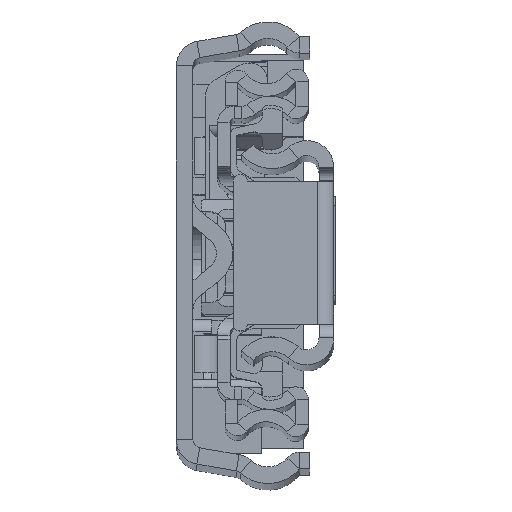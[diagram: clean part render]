
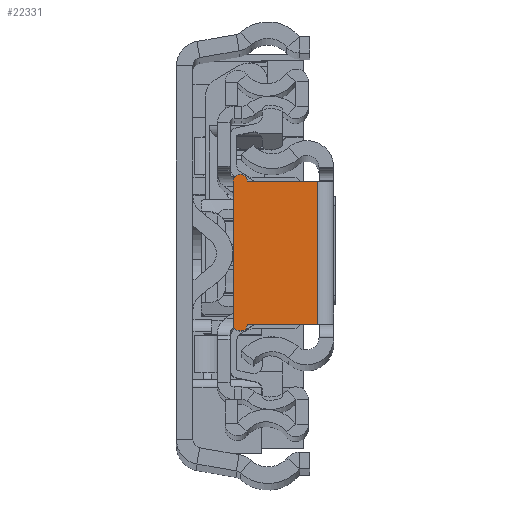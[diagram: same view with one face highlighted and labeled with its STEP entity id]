
A CAD part, top view. The second image highlights one B-rep face of the part: STEP entity #22331.
In plain terms, the highlighted planar face has unit normal (0, 0, 1).
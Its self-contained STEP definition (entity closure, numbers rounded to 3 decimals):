
#3424 = EDGE_CURVE ( 'NONE', #38741, #3737, #29507, .T. ) ;
#3737 = VERTEX_POINT ( 'NONE', #14447 ) ;
#4133 = DIRECTION ( 'NONE',  ( 0., 1., 0. ) ) ;
#4421 = CARTESIAN_POINT ( 'NONE',  ( -12.2, 8.65, 0. ) ) ;
#5659 = VERTEX_POINT ( 'NONE', #6759 ) ;
#5943 = VECTOR ( 'NONE', #19757, 1000. ) ;
#6759 = CARTESIAN_POINT ( 'NONE',  ( -2., 8.65, 0. ) ) ;
#8396 = VERTEX_POINT ( 'NONE', #17529 ) ;
#8535 = VECTOR ( 'NONE', #12455, 1000. ) ;
#9647 = CARTESIAN_POINT ( 'NONE',  ( -12.2, -8.65, 0. ) ) ;
#10517 = ORIENTED_EDGE ( 'NONE', *, *, #22598, .F. ) ;
#10547 = CARTESIAN_POINT ( 'NONE',  ( -2., -8.65, 0. ) ) ;
#12455 = DIRECTION ( 'NONE',  ( 0., 1., 0. ) ) ;
#13184 = ORIENTED_EDGE ( 'NONE', *, *, #20275, .T. ) ;
#14447 = CARTESIAN_POINT ( 'NONE',  ( -10.5, -8.65, 0. ) ) ;
#14906 = DIRECTION ( 'NONE',  ( 0., 0., 1. ) ) ;
#16815 = VERTEX_POINT ( 'NONE', #4421 ) ;
#17529 = CARTESIAN_POINT ( 'NONE',  ( -10.5, 8.65, 0. ) ) ;
#18297 = AXIS2_PLACEMENT_3D ( 'NONE', #33917, #26658, #40956 ) ;
#19757 = DIRECTION ( 'NONE',  ( -1., 0., 0. ) ) ;
#20150 = LINE ( 'NONE', #37752, #29168 ) ;
#20275 = EDGE_CURVE ( 'NONE', #8396, #16815, #33586, .T. ) ;
#20334 = ORIENTED_EDGE ( 'NONE', *, *, #31905, .T. ) ;
#20770 = CARTESIAN_POINT ( 'NONE',  ( -12.2, -8.65, 0. ) ) ;
#21370 = DIRECTION ( 'NONE',  ( 1., 0., 0. ) ) ;
#21484 = LINE ( 'NONE', #39315, #22502 ) ;
#22331 = ADVANCED_FACE ( 'NONE', ( #43182 ), #28397, .T. ) ;
#22502 = VECTOR ( 'NONE', #4133, 1000. ) ;
#22598 = EDGE_CURVE ( 'NONE', #8396, #5659, #20150, .T. ) ;
#22821 = LINE ( 'NONE', #9647, #5943 ) ;
#23853 = EDGE_LOOP ( 'NONE', ( #35785, #41551, #34917, #20334, #10517, #13184 ) ) ;
#24872 = CARTESIAN_POINT ( 'NONE',  ( 0., 0., 0. ) ) ;
#25437 = DIRECTION ( 'NONE',  ( 1., 0., 0. ) ) ;
#26658 = DIRECTION ( 'NONE',  ( 0., 0., 1. ) ) ;
#27415 = DIRECTION ( 'NONE',  ( 1., 0., 0. ) ) ;
#27429 = CARTESIAN_POINT ( 'NONE',  ( -2., 0., 0. ) ) ;
#28397 = PLANE ( 'NONE',  #39650 ) ;
#29168 = VECTOR ( 'NONE', #27415, 1000. ) ;
#29507 = CIRCLE ( 'NONE', #18297, 0.85 ) ;
#29889 = VERTEX_POINT ( 'NONE', #10547 ) ;
#31772 = CARTESIAN_POINT ( 'NONE',  ( -11.35, 8.65, 0. ) ) ;
#31905 = EDGE_CURVE ( 'NONE', #29889, #5659, #34456, .T. ) ;
#33586 = CIRCLE ( 'NONE', #39592, 0.85 ) ;
#33917 = CARTESIAN_POINT ( 'NONE',  ( -11.35, -8.65, 0. ) ) ;
#34456 = LINE ( 'NONE', #27429, #8535 ) ;
#34917 = ORIENTED_EDGE ( 'NONE', *, *, #41099, .F. ) ;
#35785 = ORIENTED_EDGE ( 'NONE', *, *, #41616, .F. ) ;
#37752 = CARTESIAN_POINT ( 'NONE',  ( -1.8, 8.65, 0. ) ) ;
#38741 = VERTEX_POINT ( 'NONE', #20770 ) ;
#39186 = DIRECTION ( 'NONE',  ( 0., 0., 1. ) ) ;
#39315 = CARTESIAN_POINT ( 'NONE',  ( -12.2, 8.65, 0. ) ) ;
#39592 = AXIS2_PLACEMENT_3D ( 'NONE', #31772, #14906, #25437 ) ;
#39650 = AXIS2_PLACEMENT_3D ( 'NONE', #24872, #39186, #21370 ) ;
#40956 = DIRECTION ( 'NONE',  ( -1., 0., 0. ) ) ;
#41099 = EDGE_CURVE ( 'NONE', #29889, #3737, #22821, .T. ) ;
#41551 = ORIENTED_EDGE ( 'NONE', *, *, #3424, .T. ) ;
#41616 = EDGE_CURVE ( 'NONE', #38741, #16815, #21484, .T. ) ;
#43182 = FACE_OUTER_BOUND ( 'NONE', #23853, .T. ) ;
